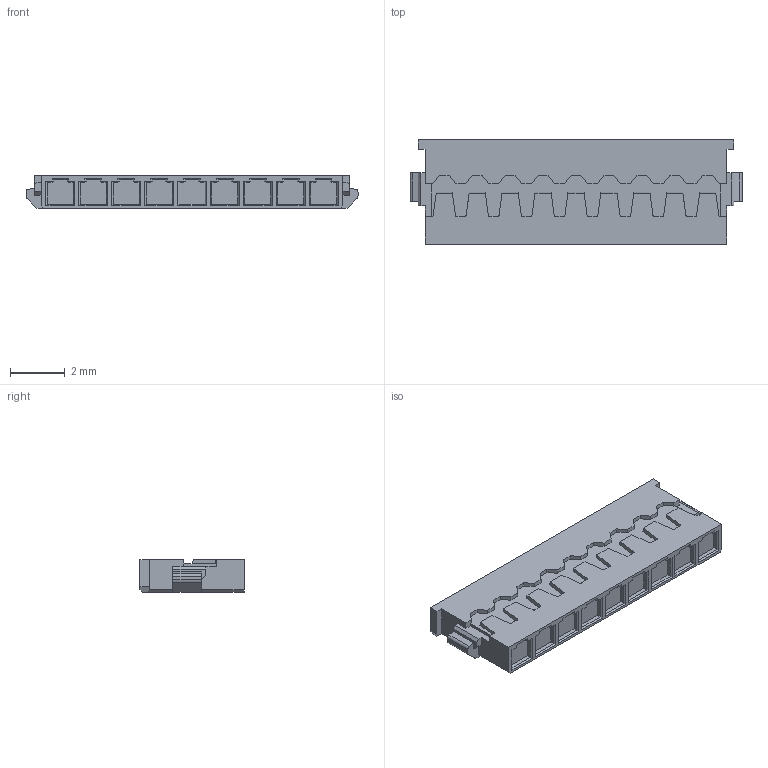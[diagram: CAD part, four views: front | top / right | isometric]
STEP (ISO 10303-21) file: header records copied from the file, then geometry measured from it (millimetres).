
FILE_DESCRIPTION(('CoCreate Modeling STEP Export'),'2;1');
FILE_NAME('WB1201(H)-H009X.stp','2021-09-18T 9:11:11',(''),(''),'CoCreate Modeling STEP processor for AP214 (Solid Model)','CoCreate Modeling 16.00 13-May-2008 (C) Parametric Technology GmbH','');
FILE_SCHEMA(('AUTOMOTIVE_DESIGN { 1 0 10303 214 1 1 1 1 }'));
Length unit declared in the file: millimetre
Products named in the file (2): WB1201(H)-H009X
Assembly tree (1 placements, depth 2):
  WB1201(H)-H009X
    WB1201(H)-H009X
Bounding box: 12.1 x 3.8 x 1.2 mm (x, y, z)
Volume: 45.5 mm3; surface area: 149.2 mm2
Topology: 1 solids, 1 shells, 384 faces, 1027 edges, 654 vertices
Faces by surface type: plane 362, cylinder 22
Entity records: 11557 total; most frequent: ORIENTED_EDGE 2054, CARTESIAN_POINT 2039, DIRECTION 1800, EDGE_CURVE 1027, VECTOR 970, LINE 970, VERTEX_POINT 654, AXIS2_PLACEMENT_3D 415
